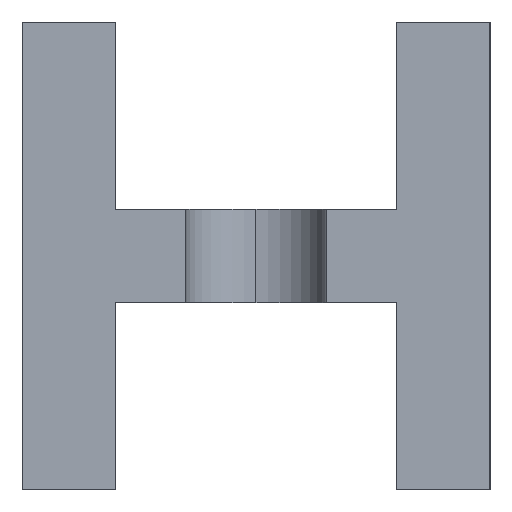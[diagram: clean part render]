
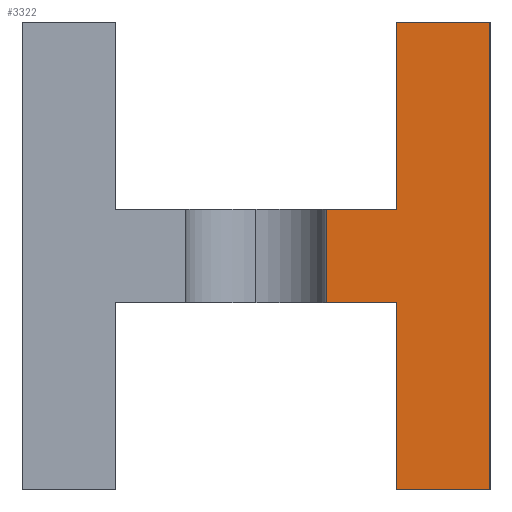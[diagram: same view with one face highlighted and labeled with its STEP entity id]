
A CAD part, left-side view. The second image highlights one B-rep face of the part: STEP entity #3322.
In plain terms, the highlighted planar face has unit normal (-1, 0, 0).
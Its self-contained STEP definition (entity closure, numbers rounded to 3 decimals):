
#15 = CARTESIAN_POINT ( 'NONE',  ( 0., 8., 4. ) ) ;
#61 = CARTESIAN_POINT ( 'NONE',  ( 0., 2., 6. ) ) ;
#212 = VECTOR ( 'NONE', #988, 1000. ) ;
#376 = VERTEX_POINT ( 'NONE', #3911 ) ;
#411 = DIRECTION ( 'NONE',  ( 0., 1., 0. ) ) ;
#594 = DIRECTION ( 'NONE',  ( 0., 0., 1. ) ) ;
#698 = FACE_OUTER_BOUND ( 'NONE', #2756, .T. ) ;
#750 = EDGE_CURVE ( 'NONE', #914, #376, #4327, .T. ) ;
#800 = CARTESIAN_POINT ( 'NONE',  ( 0., 0., 0. ) ) ;
#887 = VECTOR ( 'NONE', #1874, 1000. ) ;
#902 = VERTEX_POINT ( 'NONE', #2467 ) ;
#906 = AXIS2_PLACEMENT_3D ( 'NONE', #2683, #2664, #2660 ) ;
#914 = VERTEX_POINT ( 'NONE', #2609 ) ;
#931 = LINE ( 'NONE', #4594, #5031 ) ;
#951 = VECTOR ( 'NONE', #1258, 1000. ) ;
#988 = DIRECTION ( 'NONE',  ( 0., 0., -1. ) ) ;
#1015 = VERTEX_POINT ( 'NONE', #4205 ) ;
#1071 = LINE ( 'NONE', #4237, #3036 ) ;
#1169 = EDGE_CURVE ( 'NONE', #5030, #2352, #4064, .T. ) ;
#1222 = CARTESIAN_POINT ( 'NONE',  ( 0., 3.5, 4. ) ) ;
#1258 = DIRECTION ( 'NONE',  ( 0., -1., 0. ) ) ;
#1284 = CARTESIAN_POINT ( 'NONE',  ( 0., 0., 10. ) ) ;
#1293 = EDGE_CURVE ( 'NONE', #3083, #902, #2102, .T. ) ;
#1445 = LINE ( 'NONE', #3675, #2477 ) ;
#1681 = EDGE_CURVE ( 'NONE', #2352, #3083, #1071, .T. ) ;
#1702 = VECTOR ( 'NONE', #411, 1000. ) ;
#1874 = DIRECTION ( 'NONE',  ( 0., -1., 0. ) ) ;
#1972 = CARTESIAN_POINT ( 'NONE',  ( 0., 2., 6. ) ) ;
#2102 = LINE ( 'NONE', #1284, #951 ) ;
#2179 = VECTOR ( 'NONE', #4283, 1000. ) ;
#2319 = CARTESIAN_POINT ( 'NONE',  ( 0., 2., 4. ) ) ;
#2352 = VERTEX_POINT ( 'NONE', #61 ) ;
#2467 = CARTESIAN_POINT ( 'NONE',  ( 0., 0., 10. ) ) ;
#2477 = VECTOR ( 'NONE', #594, 1000. ) ;
#2609 = CARTESIAN_POINT ( 'NONE',  ( 0., 2., 0. ) ) ;
#2660 = DIRECTION ( 'NONE',  ( 0., 0., 1. ) ) ;
#2664 = DIRECTION ( 'NONE',  ( -1., 0., 0. ) ) ;
#2683 = CARTESIAN_POINT ( 'NONE',  ( 0., 0., 0. ) ) ;
#2697 = PLANE ( 'NONE',  #906 ) ;
#2740 = LINE ( 'NONE', #15, #1702 ) ;
#2756 = EDGE_LOOP ( 'NONE', ( #5099, #5092, #5089, #5039, #4982, #4978, #4966, #4916 ) ) ;
#3036 = VECTOR ( 'NONE', #4093, 1000. ) ;
#3083 = VERTEX_POINT ( 'NONE', #3848 ) ;
#3322 = ADVANCED_FACE ( 'NONE', ( #698 ), #2697, .T. ) ;
#3675 = CARTESIAN_POINT ( 'NONE',  ( 0., 3.5, 4. ) ) ;
#3848 = CARTESIAN_POINT ( 'NONE',  ( 0., 2., 10. ) ) ;
#3895 = EDGE_CURVE ( 'NONE', #376, #3922, #2740, .T. ) ;
#3911 = CARTESIAN_POINT ( 'NONE',  ( 0., 2., 4. ) ) ;
#3922 = VERTEX_POINT ( 'NONE', #1222 ) ;
#4064 = LINE ( 'NONE', #1972, #887 ) ;
#4093 = DIRECTION ( 'NONE',  ( 0., 0., 1. ) ) ;
#4205 = CARTESIAN_POINT ( 'NONE',  ( 0., 0., 0. ) ) ;
#4237 = CARTESIAN_POINT ( 'NONE',  ( 0., 2., 10. ) ) ;
#4283 = DIRECTION ( 'NONE',  ( 0., 0., 1. ) ) ;
#4327 = LINE ( 'NONE', #2319, #2179 ) ;
#4591 = EDGE_CURVE ( 'NONE', #902, #1015, #4688, .T. ) ;
#4594 = CARTESIAN_POINT ( 'NONE',  ( 0., 2., 0. ) ) ;
#4688 = LINE ( 'NONE', #800, #212 ) ;
#4758 = EDGE_CURVE ( 'NONE', #3922, #5030, #1445, .T. ) ;
#4916 = ORIENTED_EDGE ( 'NONE', *, *, #1169, .F. ) ;
#4964 = DIRECTION ( 'NONE',  ( 0., 1., 0. ) ) ;
#4966 = ORIENTED_EDGE ( 'NONE', *, *, #1681, .F. ) ;
#4978 = ORIENTED_EDGE ( 'NONE', *, *, #1293, .F. ) ;
#4982 = ORIENTED_EDGE ( 'NONE', *, *, #4591, .F. ) ;
#5030 = VERTEX_POINT ( 'NONE', #5076 ) ;
#5031 = VECTOR ( 'NONE', #4964, 1000. ) ;
#5039 = ORIENTED_EDGE ( 'NONE', *, *, #5112, .F. ) ;
#5076 = CARTESIAN_POINT ( 'NONE',  ( 0., 3.5, 6. ) ) ;
#5089 = ORIENTED_EDGE ( 'NONE', *, *, #750, .F. ) ;
#5092 = ORIENTED_EDGE ( 'NONE', *, *, #3895, .F. ) ;
#5099 = ORIENTED_EDGE ( 'NONE', *, *, #4758, .F. ) ;
#5112 = EDGE_CURVE ( 'NONE', #1015, #914, #931, .T. ) ;
